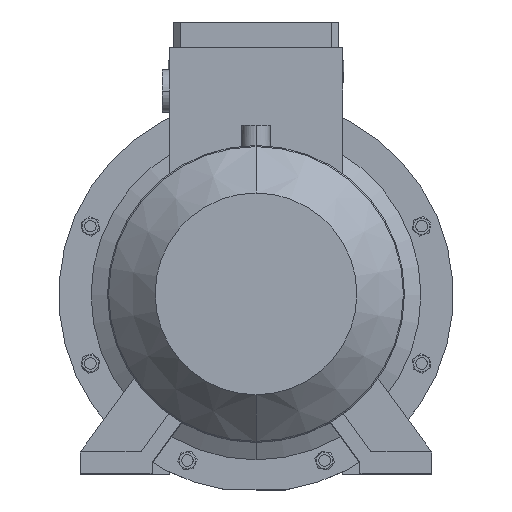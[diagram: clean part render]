
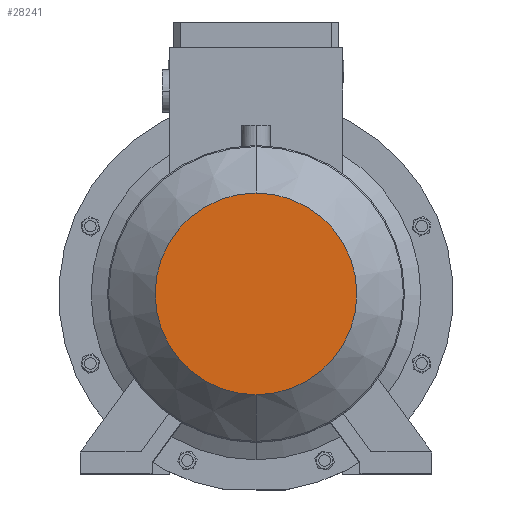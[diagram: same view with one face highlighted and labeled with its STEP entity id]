
A CAD part, top view. The second image highlights one B-rep face of the part: STEP entity #28241.
In plain terms, the highlighted planar face has unit normal (0, 0, 1).
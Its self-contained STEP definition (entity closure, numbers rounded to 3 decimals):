
#316 = AXIS2_PLACEMENT_3D ( 'NONE', #1674, #16284, #51189 ) ;
#1674 = CARTESIAN_POINT ( 'NONE',  ( 0., 0., 1081. ) ) ;
#5848 = FACE_OUTER_BOUND ( 'NONE', #6214, .T. ) ;
#6214 = EDGE_LOOP ( 'NONE', ( #9425, #53874 ) ) ;
#9425 = ORIENTED_EDGE ( 'NONE', *, *, #14605, .F. ) ;
#9503 = CARTESIAN_POINT ( 'NONE',  ( 0., 0., 1081. ) ) ;
#11413 = CARTESIAN_POINT ( 'NONE',  ( 0., 140.625, 1081. ) ) ;
#14605 = EDGE_CURVE ( 'NONE', #32105, #61673, #49655, .T. ) ;
#15633 = AXIS2_PLACEMENT_3D ( 'NONE', #24606, #34652, #44394 ) ;
#16284 = DIRECTION ( 'NONE',  ( 0., 0., -1. ) ) ;
#24606 = CARTESIAN_POINT ( 'NONE',  ( 0., 0., 1081. ) ) ;
#25307 = EDGE_CURVE ( 'NONE', #61673, #32105, #40336, .T. ) ;
#28241 = ADVANCED_FACE ( 'NONE', ( #5848 ), #29203, .T. ) ;
#29203 = PLANE ( 'NONE',  #15633 ) ;
#32105 = VERTEX_POINT ( 'NONE', #11413 ) ;
#34652 = DIRECTION ( 'NONE',  ( 0., 0., 1. ) ) ;
#40336 = CIRCLE ( 'NONE', #51376, 140.625 ) ;
#40343 = CARTESIAN_POINT ( 'NONE',  ( 0., -140.625, 1081. ) ) ;
#44394 = DIRECTION ( 'NONE',  ( 0., -1., 0. ) ) ;
#47245 = DIRECTION ( 'NONE',  ( 0., 0., -1. ) ) ;
#48310 = DIRECTION ( 'NONE',  ( 0., 1., 0. ) ) ;
#49655 = CIRCLE ( 'NONE', #316, 140.625 ) ;
#51189 = DIRECTION ( 'NONE',  ( 0., 1., 0. ) ) ;
#51376 = AXIS2_PLACEMENT_3D ( 'NONE', #9503, #47245, #48310 ) ;
#53874 = ORIENTED_EDGE ( 'NONE', *, *, #25307, .F. ) ;
#61673 = VERTEX_POINT ( 'NONE', #40343 ) ;
